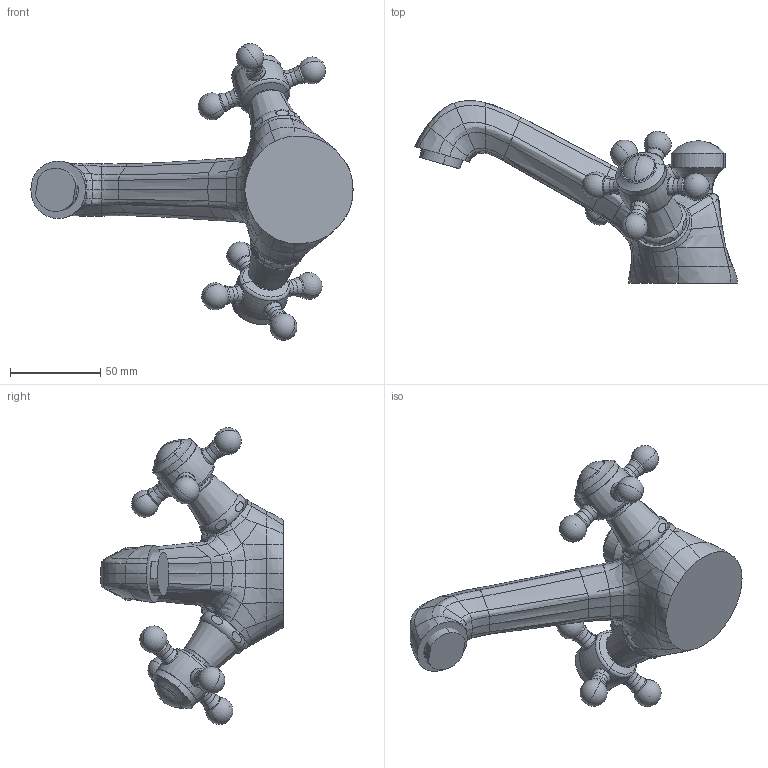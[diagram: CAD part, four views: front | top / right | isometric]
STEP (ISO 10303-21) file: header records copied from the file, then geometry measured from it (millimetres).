
FILE_DESCRIPTION (( 'STEP AP203' ), '1' );
FILE_NAME ('22500360-00.STEP', '2018-07-03T14:21:32', ( '' ), ( '' ), 'SwSTEP 2.0', 'SolidWorks 2017', '' );
FILE_SCHEMA (( 'CONFIG_CONTROL_DESIGN' ));
Length unit declared in the file: millimetre
Products named in the file (9): Planungsmodell_Griff-+-04.20.36.002.07-01_ _K1; Planungsmodell_Kuppel-+-09.26.01.064.60-01_ _K1_21x2x8; Planungsmodell_Griff-+-04.20.36.002.07-02_ _K1; Planungsmodell_Perlator-+-33.500.935-01_-_K1; Koerper-+-22.500.360-01_-_K1; Planungsmodell_Rohr_gerade-+-28.568.780-10_ _K108_16x3,2; 22500360-00; Haube-+-09.21.02.055.90-01_-_K1; Knopf-+-09.20.36.030.90-01_-_K1
Assembly tree (10 placements, depth 3):
  22500360-00
    Haube-+-09.21.02.055.90-01_-_K1  x2
    Knopf-+-09.20.36.030.90-01_-_K1
    Planungsmodell_Griff-+-04.20.36.002.07-02_ _K1  x2
      Planungsmodell_Griff-+-04.20.36.002.07-01_ _K1
      Planungsmodell_Kuppel-+-09.26.01.064.60-01_ _K1_21x2x8
    Planungsmodell_Perlator-+-33.500.935-01_-_K1
    Koerper-+-22.500.360-01_-_K1
    Planungsmodell_Rohr_gerade-+-28.568.780-10_ _K108_16x3,2
Bounding box: 178.67 x 101.24 x 164.51 mm (x, y, z)
Volume: 314838 mm3; surface area: 53061.6 mm2
Topology: 10 solids, 18 shells, 420 faces, 909 edges, 509 vertices
Faces by surface type: bspline 186, cone 76, cylinder 57, plane 45, torus 36, sphere 20
Entity records: 19830 total; most frequent: CARTESIAN_POINT 13572, ORIENTED_EDGE 1294, DIRECTION 651, EDGE_CURVE 647, B_SPLINE_CURVE_WITH_KNOTS 427, VERTEX_POINT 362, EDGE_LOOP 325, ADVANCED_FACE 316
